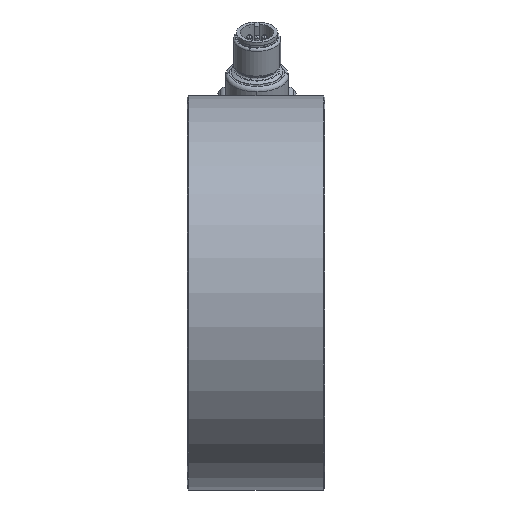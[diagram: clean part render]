
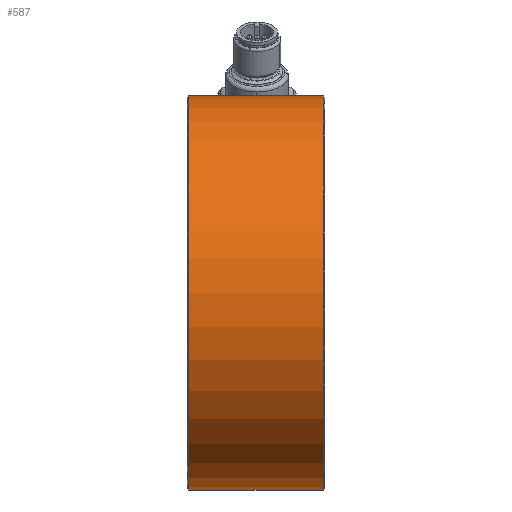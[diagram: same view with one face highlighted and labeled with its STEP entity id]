
A CAD part, top view. The second image highlights one B-rep face of the part: STEP entity #587.
In plain terms, the highlighted cylindrical face has radius 50 mm (diameter 100 mm), a partial arc.
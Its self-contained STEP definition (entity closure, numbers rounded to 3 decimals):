
#587=ADVANCED_FACE('0:1669',(#1251),#1252,.T.);
#1251=FACE_OUTER_BOUND('',#2092,.T.);
#1252=CYLINDRICAL_SURFACE('',#2093,50.0);
#2092=EDGE_LOOP('',(#3595,#3596,#3597,#3598));
#2093=AXIS2_PLACEMENT_3D('',#3599,#3600,#3601);
#3595=ORIENTED_EDGE('',*,*,#5340,.T.);
#3596=ORIENTED_EDGE('',*,*,#5341,.F.);
#3597=ORIENTED_EDGE('',*,*,#5342,.T.);
#3598=ORIENTED_EDGE('',*,*,#4874,.T.);
#3599=CARTESIAN_POINT('',(99.144,96.636,0.0));
#3600=DIRECTION('',(-1.0,0.0,0.0));
#3601=DIRECTION('',(0.0,1.0,0.0));
#4874=EDGE_CURVE('',#5743,#5741,#5744,.T.);
#5340=EDGE_CURVE('',#5741,#6496,#6497,.T.);
#5341=EDGE_CURVE('',#6498,#6496,#6499,.T.);
#5342=EDGE_CURVE('',#6498,#5743,#6500,.T.);
#5741=VERTEX_POINT('',#6987);
#5743=VERTEX_POINT('',#6990);
#5744=CIRCLE('',#6991,50.0);
#6496=VERTEX_POINT('',#8048);
#6497=LINE('',#8049,#8050);
#6498=VERTEX_POINT('',#8051);
#6499=CIRCLE('',#8052,50.0);
#6500=LINE('',#8053,#8054);
#6987=CARTESIAN_POINT('',(116.144,146.636,0.0));
#6990=CARTESIAN_POINT('',(116.144,46.636,0.));
#6991=AXIS2_PLACEMENT_3D('',#8759,#8760,#8761);
#8048=CARTESIAN_POINT('',(82.144,146.636,0.0));
#8049=CARTESIAN_POINT('',(99.144,146.636,0.));
#8050=VECTOR('',#9499,1.0);
#8051=CARTESIAN_POINT('',(82.144,46.636,0.));
#8052=AXIS2_PLACEMENT_3D('',#9500,#9501,#9502);
#8053=CARTESIAN_POINT('',(99.144,46.636,0.));
#8054=VECTOR('',#9503,1.0);
#8759=CARTESIAN_POINT('',(116.144,96.636,0.0));
#8760=DIRECTION('',(-1.0,0.0,0.0));
#8761=DIRECTION('',(0.0,1.0,0.0));
#9499=DIRECTION('',(-1.0,0.0,0.0));
#9500=CARTESIAN_POINT('',(82.144,96.636,0.0));
#9501=DIRECTION('',(-1.0,0.0,0.0));
#9502=DIRECTION('',(0.0,1.0,0.0));
#9503=DIRECTION('',(1.0,-0.0,-0.0));
